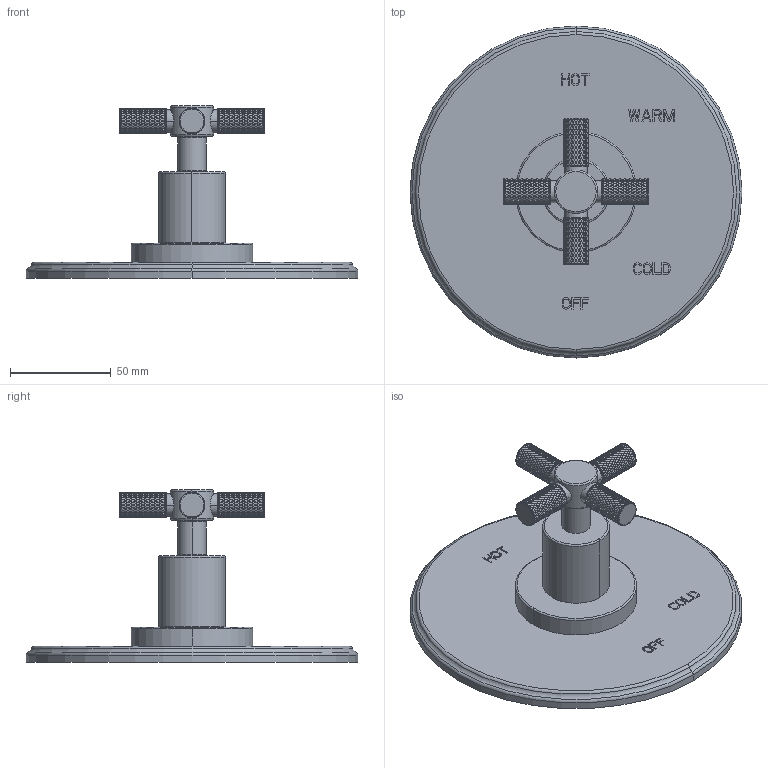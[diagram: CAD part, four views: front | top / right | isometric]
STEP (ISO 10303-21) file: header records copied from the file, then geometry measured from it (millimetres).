
FILE_DESCRIPTION((''),'2;1');
FILE_NAME('4-3304BP','2021-09-20T16:30:38',('jinson.thomas'),(''),'CREO PARAMETRIC BY PTC INC, 2018400','CREO PARAMETRIC BY PTC INC, 2018400','');
FILE_SCHEMA(('CONFIG_CONTROL_DESIGN'));
Products named in the file (1): 4-3304BP
Bounding box: 165.1 x 165.1 x 85.83 mm (x, y, z)
Volume: 245361 mm3; surface area: 59813.5 mm2
Topology: 1 solids, 1 shells, 11497 faces, 23721 edges, 12262 vertices
Faces by surface type: bspline 8960, cylinder 2158, plane 347, torus 32
Entity records: 459923 total; most frequent: CARTESIAN_POINT 296084, ORIENTED_EDGE 47442, EDGE_CURVE 23721, B_SPLINE_CURVE_WITH_KNOTS 22412, VERTEX_POINT 12262, EDGE_LOOP 11533, FACE_OUTER_BOUND 11497, ADVANCED_FACE 11497
